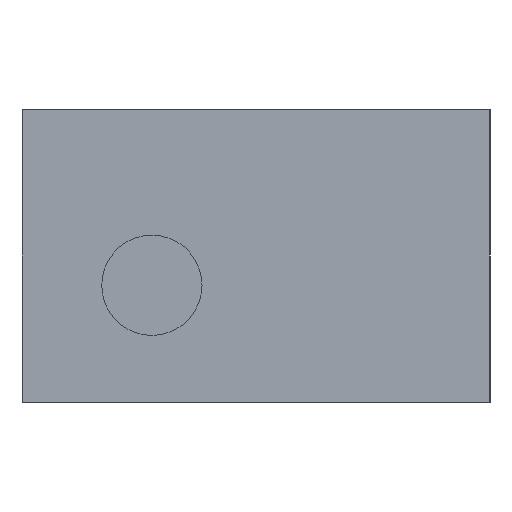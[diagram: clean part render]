
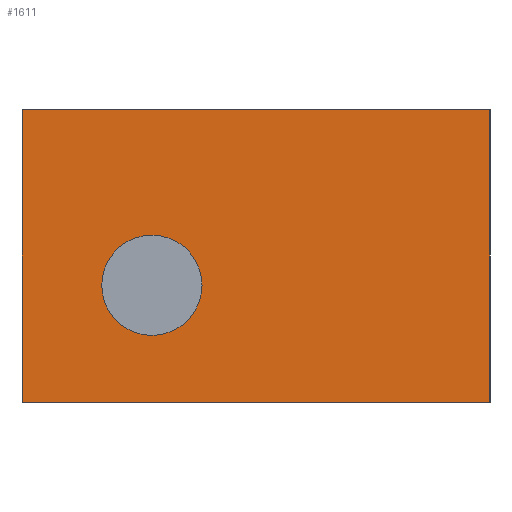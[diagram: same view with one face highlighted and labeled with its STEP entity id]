
A CAD part, left-side view. The second image highlights one B-rep face of the part: STEP entity #1611.
In plain terms, the highlighted planar face has unit normal (-1, 0, 0).
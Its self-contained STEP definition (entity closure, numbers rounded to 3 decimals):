
#311=CARTESIAN_POINT('',(-52.5,4.615,-2.5));
#312=VERTEX_POINT('',#311);
#328=CARTESIAN_POINT('',(-52.5,13.185,-2.5));
#329=VERTEX_POINT('',#328);
#336=CARTESIAN_POINT('',(-52.5,8.9,-2.5));
#337=DIRECTION('',(1.0,0.0,0.0));
#338=DIRECTION('',(0.0,-1.0,0.0));
#339=AXIS2_PLACEMENT_3D('',#336,#337,#338);
#340=CIRCLE('',#339,4.285);
#341=EDGE_CURVE('',#312,#329,#340,.T.);
#352=CARTESIAN_POINT('',(-52.5,8.9,-2.5));
#353=DIRECTION('',(1.0,0.0,0.0));
#354=DIRECTION('',(0.0,-1.0,0.0));
#355=AXIS2_PLACEMENT_3D('',#352,#353,#354);
#356=CIRCLE('',#355,4.285);
#357=EDGE_CURVE('',#329,#312,#356,.T.);
#1489=CARTESIAN_POINT('',(-52.5,20.0,12.5));
#1490=VERTEX_POINT('',#1489);
#1507=CARTESIAN_POINT('',(-52.5,20.0,-12.5));
#1508=VERTEX_POINT('',#1507);
#1515=CARTESIAN_POINT('',(-52.5,20.0,-12.5));
#1516=DIRECTION('',(0.0,0.0,1.0));
#1517=VECTOR('',#1516,25.0);
#1518=LINE('',#1515,#1517);
#1519=EDGE_CURVE('',#1508,#1490,#1518,.T.);
#1560=CARTESIAN_POINT('',(-52.5,-20.0,12.5));
#1561=VERTEX_POINT('',#1560);
#1568=CARTESIAN_POINT('',(-52.5,-20.0,-12.5));
#1569=VERTEX_POINT('',#1568);
#1570=CARTESIAN_POINT('',(-52.5,-20.0,-12.5));
#1571=DIRECTION('',(0.0,0.0,1.0));
#1572=VECTOR('',#1571,25.0);
#1573=LINE('',#1570,#1572);
#1574=EDGE_CURVE('',#1569,#1561,#1573,.T.);
#1586=CARTESIAN_POINT('',(-52.5,-20.0,-12.5));
#1587=DIRECTION('',(-1.0,0.0,0.0));
#1588=DIRECTION('',(0.0,0.0,1.0));
#1589=AXIS2_PLACEMENT_3D('',#1586,#1587,#1588);
#1590=PLANE('',#1589);
#1591=CARTESIAN_POINT('',(-52.5,-20.0,12.5));
#1592=DIRECTION('',(0.0,1.0,0.0));
#1593=VECTOR('',#1592,40.0);
#1594=LINE('',#1591,#1593);
#1595=EDGE_CURVE('',#1561,#1490,#1594,.T.);
#1596=ORIENTED_EDGE('',*,*,#1595,.T.);
#1597=ORIENTED_EDGE('',*,*,#1519,.F.);
#1598=CARTESIAN_POINT('',(-52.5,20.0,-12.5));
#1599=DIRECTION('',(0.0,-1.0,0.0));
#1600=VECTOR('',#1599,40.0);
#1601=LINE('',#1598,#1600);
#1602=EDGE_CURVE('',#1508,#1569,#1601,.T.);
#1603=ORIENTED_EDGE('',*,*,#1602,.T.);
#1604=ORIENTED_EDGE('',*,*,#1574,.T.);
#1605=EDGE_LOOP('',(#1596,#1597,#1603,#1604));
#1606=FACE_OUTER_BOUND('',#1605,.T.);
#1607=ORIENTED_EDGE('',*,*,#341,.T.);
#1608=ORIENTED_EDGE('',*,*,#357,.T.);
#1609=EDGE_LOOP('',(#1607,#1608));
#1610=FACE_BOUND('',#1609,.T.);
#1611=ADVANCED_FACE('',(#1606,#1610),#1590,.T.);
